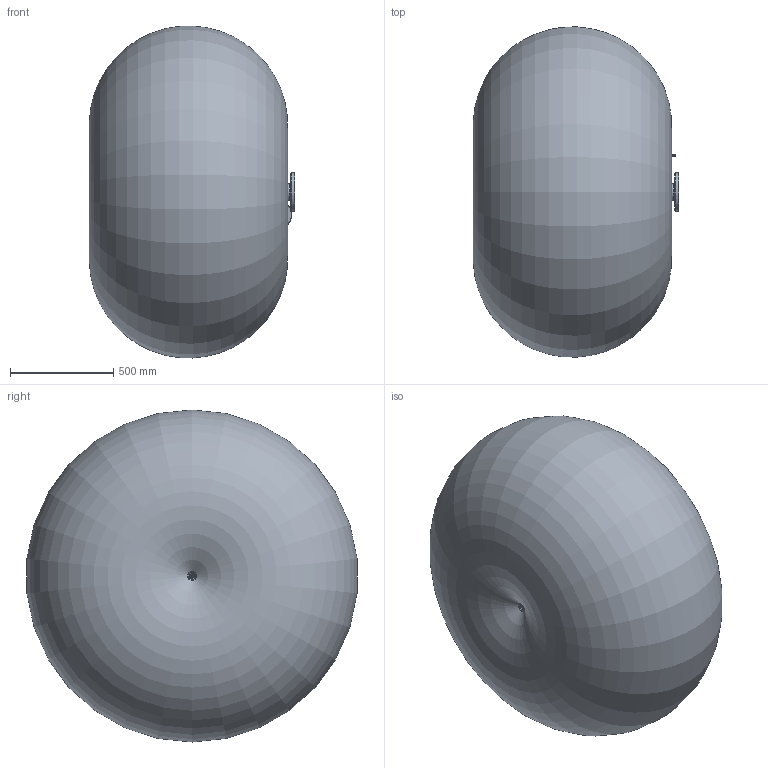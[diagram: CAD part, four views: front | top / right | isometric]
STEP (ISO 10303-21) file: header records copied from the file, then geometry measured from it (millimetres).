
FILE_DESCRIPTION(('STEP AP203'), '1');
FILE_NAME('ﾕﾌ 50_50ﾊ5_15,0_2', '2017-03-10T07:35:31', ('UNSPECIFIED'), ('UNSPECIFIED'), 'ASCON STEP Converter 1.3', 'ASCON Math Kernel', '');
FILE_SCHEMA(('CONFIG_CONTROL_DESIGN'));
Length unit declared in the file: millimetre
Products named in the file (20): Ýëåêòðîíàñîñíûé àãðåãàò ÕÌ 50_50Ê5_15,0_2; Ãàéêà Ì12; Áîëò Ì10 (äë); ﾘ琺矜 (ﾌ16); Ãàéêà Ì16; ﾘ琺矜 ﾌ12; Áîëò Ì16; ﾘ琺矜; Êàñòðþëÿ (1) 50_50; 婜縺蹞 50_50; 婑鳧氀 Dy80; Ãàéêà; Áîëò Ì12; 160M_TOP; 扻錪犩 50_50; 婑鳧氀 Dy50; 冓憵 50_50; Îòâîä 50_50; Êàñòðþëÿ (2) 50_50; Ôëàíåö ôîíàðÿ 50_50
Assembly tree (59 placements, depth 2):
  Ýëåêòðîíàñîñíûé àãðåãàò ÕÌ 50_50Ê5_15,0_2
    Ãàéêà Ì12  x8
    Áîëò Ì10 (äë)  x4
    ﾘ琺矜 (ﾌ16)  x4
    Ãàéêà Ì16  x4
    ﾘ琺矜 ﾌ12  x8
    Áîëò Ì16  x4
    ﾘ琺矜  x4
    Êàñòðþëÿ (1) 50_50
    婜縺蹞 50_50
    婑鳧氀 Dy80
    Ãàéêà  x4
    Áîëò Ì12  x8
    160M_TOP
    扻錪犩 50_50
    婑鳧氀 Dy50
    冓憵 50_50  x2
    Îòâîä 50_50
    Êàñòðþëÿ (2) 50_50
    Ôëàíåö ôîíàðÿ 50_50
Bounding box: 993.68 x 1597.13 x 1605.93 mm (x, y, z)
Volume: 1505790719.1 mm3; surface area: 9330890.3 mm2
Topology: 67 solids, 67 shells, 2836 faces, 7075 edges, 4409 vertices
Faces by surface type: plane 1166, cylinder 633, cone 517, torus 260, bspline 242, sphere 18
Full cylindrical faces by diameter (mm): 3 x1, 6.7 x4, 8.5 x4, 10 x4, 11 x4, 12 x20, 13 x34, 14 x4, 14.5 x4, 15 x4, 16 x12, 17 x4, 18 x6, 19 x8, 20 x4, 24 x9, 30 x4, 37 x1, 41.4 x1, 42 x1, 45 x1, 50 x1, 52 x1, 53 x1, 55 x1, 63 x1, 68 x1, 80 x2, 83 x1, 84 x1
Entity records: 124849 total; most frequent: CARTESIAN_POINT 53332, ORIENTED_EDGE 11140, DIRECTION 9975, EDGE_CURVE 5570, AXIS2_PLACEMENT_3D 3832, VERTEX_POINT 3648, EDGE_LOOP 2652, FACE_BOUND 2320
